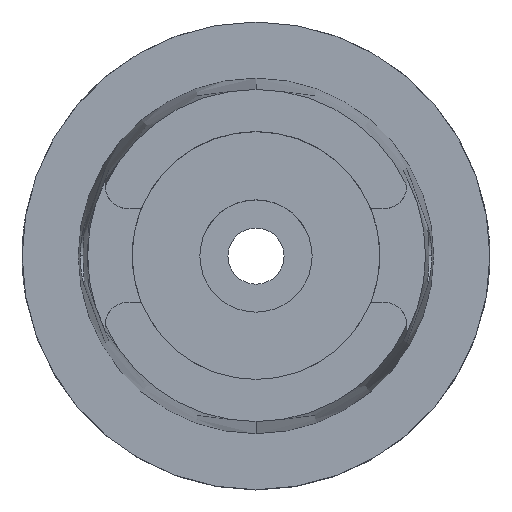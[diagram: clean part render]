
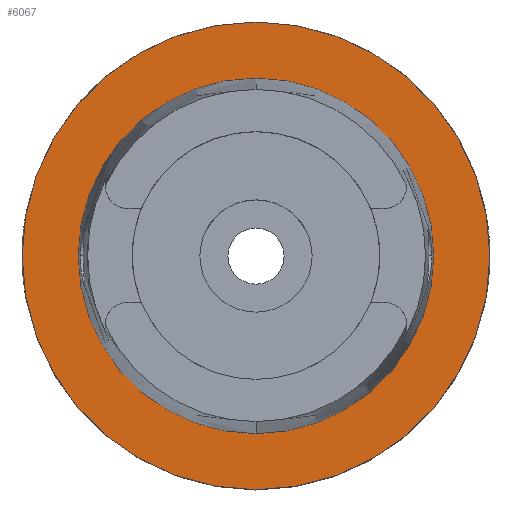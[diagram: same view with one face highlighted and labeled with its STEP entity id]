
A CAD part, top view. The second image highlights one B-rep face of the part: STEP entity #6067.
In plain terms, the highlighted planar face has unit normal (0, 0, 1).
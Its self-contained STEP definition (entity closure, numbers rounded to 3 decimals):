
#3166=CARTESIAN_POINT('',(0.,0.,0.));
#3167=DIRECTION('',(0.,0.,-1.));
#3168=DIRECTION('',(0.,-1.,0.));
#3169=AXIS2_PLACEMENT_3D('',#3166,#3167,#3168);
#3174=CARTESIAN_POINT('',(0.,0.,0.));
#3175=DIRECTION('',(0.,0.,-1.));
#3176=DIRECTION('',(0.,1.,0.));
#3177=AXIS2_PLACEMENT_3D('',#3174,#3175,#3176);
#3182=CARTESIAN_POINT('',(0.,0.,0.));
#3183=DIRECTION('',(0.,0.,1.));
#3184=DIRECTION('',(0.,-1.,0.));
#3185=AXIS2_PLACEMENT_3D('',#3182,#3183,#3184);
#3190=CARTESIAN_POINT('',(0.,0.,0.));
#3191=DIRECTION('',(0.,0.,1.));
#3192=DIRECTION('',(0.,1.,0.));
#3193=AXIS2_PLACEMENT_3D('',#3190,#3191,#3192);
#3455=CARTESIAN_POINT('',(0.,-38.,0.));
#3456=VERTEX_POINT('',#3455);
#3457=CARTESIAN_POINT('',(0.,38.,0.));
#3458=VERTEX_POINT('',#3457);
#3839=CARTESIAN_POINT('',(0.,50.,0.));
#3840=VERTEX_POINT('',#3839);
#3841=CARTESIAN_POINT('',(0.,-50.,0.));
#3842=VERTEX_POINT('',#3841);
#6054=CARTESIAN_POINT('',(0.,0.,0.));
#6055=DIRECTION('',(0.,0.,1.));
#6056=DIRECTION('',(0.,1.,0.));
#6057=AXIS2_PLACEMENT_3D('',#6054,#6055,#6056);
#6058=PLANE('',#6057);
#6059=ORIENTED_EDGE('',*,*,#5819,.T.);
#6060=ORIENTED_EDGE('',*,*,#5928,.T.);
#6061=EDGE_LOOP('',(#6059,#6060));
#6062=FACE_OUTER_BOUND('',#6061,.F.);
#6063=ORIENTED_EDGE('',*,*,#4080,.T.);
#6064=ORIENTED_EDGE('',*,*,#4039,.T.);
#6065=EDGE_LOOP('',(#6063,#6064));
#6066=FACE_BOUND('',#6065,.F.);
#3170=CIRCLE('',#3169,50.);
#3178=CIRCLE('',#3177,50.);
#3186=CIRCLE('',#3185,38.);
#3194=CIRCLE('',#3193,38.);
#4039=EDGE_CURVE('',#3458,#3456,#3194,.T.);
#4080=EDGE_CURVE('',#3456,#3458,#3186,.T.);
#5819=EDGE_CURVE('',#3842,#3840,#3170,.T.);
#5928=EDGE_CURVE('',#3840,#3842,#3178,.T.);
#6067=ADVANCED_FACE('',(#6062,#6066),#6058,.T.);
